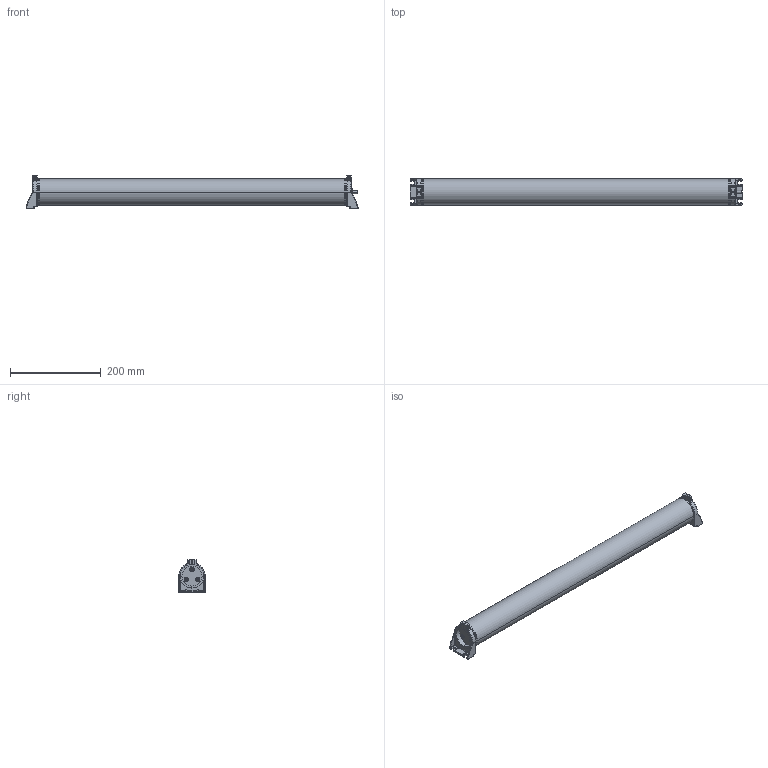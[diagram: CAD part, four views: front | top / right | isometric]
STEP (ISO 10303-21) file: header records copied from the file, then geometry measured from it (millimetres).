
FILE_DESCRIPTION((''),'2;1');
FILE_NAME('NLL3-36CG-AC+NC-565.stp','2023-11-28T11:22:21',(''),(''),'Mechanical Desktop 2011','Mechanical Desktop 2011',', , ');
FILE_SCHEMA(('CONFIG_CONTROL_DESIGN'));
Length unit declared in the file: millimetre
Products named in the file (1): Product
Bounding box: 730 x 58 x 72.5 mm (x, y, z)
Volume: 1841400.4 mm3; surface area: 170482.1 mm2
Topology: 18 solids, 18 shells, 1001 faces, 2527 edges, 1542 vertices
Faces by surface type: bspline 400, cylinder 219, plane 207, cone 138, torus 26, sphere 11
Full cylindrical faces by diameter (mm): 3.234 x37, 3.992 x38
Entity records: 43240 total; most frequent: CARTESIAN_POINT 21714, ORIENTED_EDGE 4974, DIRECTION 3717, EDGE_CURVE 2487, VERTEX_POINT 1542, AXIS2_PLACEMENT_3D 1296, VECTOR 1125, LINE 1125
